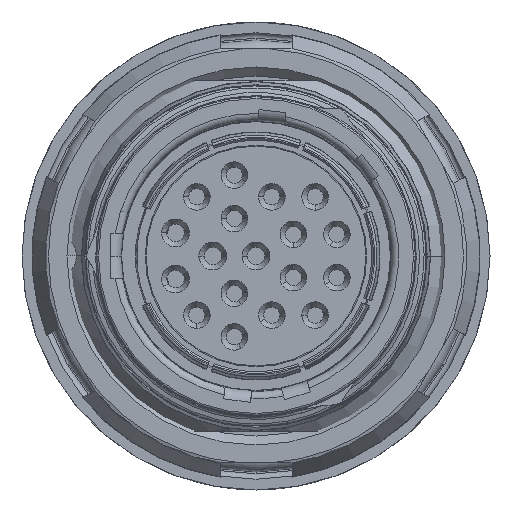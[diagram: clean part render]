
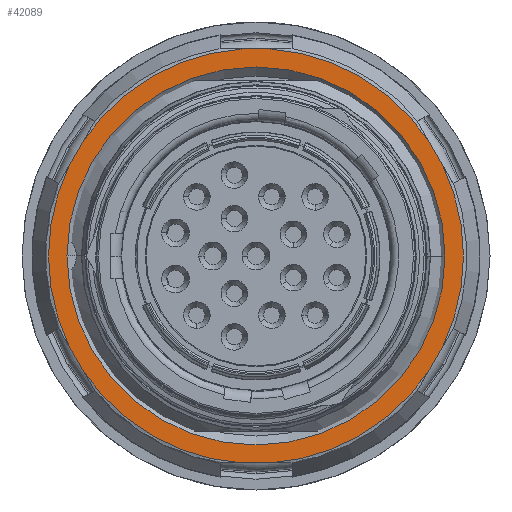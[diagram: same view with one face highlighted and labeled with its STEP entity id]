
A CAD part, left-side view. The second image highlights one B-rep face of the part: STEP entity #42089.
In plain terms, the highlighted face is planar.
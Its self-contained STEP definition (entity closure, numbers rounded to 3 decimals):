
#40610=CARTESIAN_POINT('',(0.,3.4,0.));
#40611=DIRECTION('',(0.,1.,0.));
#40612=DIRECTION('',(-0.83,0.,0.557));
#40613=AXIS2_PLACEMENT_3D('',#40610,#40611,#40612);
#40623=CARTESIAN_POINT('',(-0.777,3.4,11.5));
#40665=CARTESIAN_POINT('',(0.,3.4,0.));
#40666=DIRECTION('',(0.,1.,0.));
#40667=DIRECTION('',(-0.898,0.,-0.44));
#40668=AXIS2_PLACEMENT_3D('',#40665,#40666,#40667);
#40720=CARTESIAN_POINT('',(0.,3.4,0.));
#40721=DIRECTION('',(0.,1.,0.));
#40722=DIRECTION('',(-0.067,0.,-0.998));
#40723=AXIS2_PLACEMENT_3D('',#40720,#40721,#40722);
#40775=CARTESIAN_POINT('',(0.,3.4,0.));
#40776=DIRECTION('',(0.,1.,0.));
#40777=DIRECTION('',(0.83,0.,-0.557));
#40778=AXIS2_PLACEMENT_3D('',#40775,#40776,#40777);
#40847=CARTESIAN_POINT('',(0.,3.4,0.));
#40848=DIRECTION('',(0.,1.,0.));
#40849=DIRECTION('',(0.067,0.,0.998));
#40850=AXIS2_PLACEMENT_3D('',#40847,#40848,#40849);
#40885=CARTESIAN_POINT('',(0.,3.4,0.));
#40886=DIRECTION('',(0.,1.,0.));
#40887=DIRECTION('',(0.898,0.,0.44));
#40888=AXIS2_PLACEMENT_3D('',#40885,#40886,#40887);
#40920=DIRECTION('',(0.5,0.,-0.866));
#40921=VECTOR('',#40920,1.555);
#40922=CARTESIAN_POINT('',(9.571,3.4,6.423));
#40923=LINE('',#40922,#40921);
#40927=DIRECTION('',(1.,0.,0.));
#40928=VECTOR('',#40927,1.555);
#40929=CARTESIAN_POINT('',(-0.777,3.4,11.5));
#40930=LINE('',#40929,#40928);
#40934=DIRECTION('',(0.5,0.,0.866));
#40935=VECTOR('',#40934,1.555);
#40936=CARTESIAN_POINT('',(-10.348,3.4,5.077));
#40937=LINE('',#40936,#40935);
#40941=DIRECTION('',(-0.5,0.,0.866));
#40942=VECTOR('',#40941,1.555);
#40943=CARTESIAN_POINT('',(-9.571,3.4,-6.423));
#40944=LINE('',#40943,#40942);
#40948=DIRECTION('',(-1.,0.,0.));
#40949=VECTOR('',#40948,1.555);
#40950=CARTESIAN_POINT('',(0.777,3.4,-11.5));
#40951=LINE('',#40950,#40949);
#40955=DIRECTION('',(-0.5,0.,-0.866));
#40956=VECTOR('',#40955,1.555);
#40957=CARTESIAN_POINT('',(10.348,3.4,-5.077));
#40958=LINE('',#40957,#40956);
#40977=CARTESIAN_POINT('',(0.,3.4,0.));
#40978=DIRECTION('',(0.,-1.,0.));
#40979=DIRECTION('',(-1.,0.,0.));
#40980=AXIS2_PLACEMENT_3D('',#40977,#40978,#40979);
#41000=CARTESIAN_POINT('',(0.,3.4,0.));
#41001=DIRECTION('',(0.,1.,0.));
#41002=DIRECTION('',(-1.,0.,0.));
#41003=AXIS2_PLACEMENT_3D('',#41000,#41001,#41002);
#41259=CARTESIAN_POINT('',(-10.5,3.4,0.));
#41260=CARTESIAN_POINT('',(10.5,3.4,0.));
#41261=VERTEX_POINT('',#41259);
#41262=VERTEX_POINT('',#41260);
#41271=VERTEX_POINT('',#40623);
#41272=CARTESIAN_POINT('',(0.777,3.4,11.5));
#41273=VERTEX_POINT('',#41272);
#41294=CARTESIAN_POINT('',(-10.348,3.4,5.077));
#41295=CARTESIAN_POINT('',(-9.571,3.4,6.423));
#41296=VERTEX_POINT('',#41294);
#41297=VERTEX_POINT('',#41295);
#41320=CARTESIAN_POINT('',(-9.571,3.4,-6.423));
#41321=CARTESIAN_POINT('',(-10.348,3.4,-5.077));
#41322=VERTEX_POINT('',#41320);
#41323=VERTEX_POINT('',#41321);
#41346=CARTESIAN_POINT('',(0.777,3.4,-11.5));
#41347=CARTESIAN_POINT('',(-0.777,3.4,-11.5));
#41348=VERTEX_POINT('',#41346);
#41349=VERTEX_POINT('',#41347);
#41372=CARTESIAN_POINT('',(10.348,3.4,-5.077));
#41373=CARTESIAN_POINT('',(9.571,3.4,-6.423));
#41374=VERTEX_POINT('',#41372);
#41375=VERTEX_POINT('',#41373);
#41398=CARTESIAN_POINT('',(9.571,3.4,6.423));
#41399=CARTESIAN_POINT('',(10.348,3.4,5.077));
#41400=VERTEX_POINT('',#41398);
#41401=VERTEX_POINT('',#41399);
#42059=CARTESIAN_POINT('',(0.,3.4,0.));
#42060=DIRECTION('',(0.,-1.,0.));
#42061=DIRECTION('',(1.,0.,0.));
#42062=AXIS2_PLACEMENT_3D('',#42059,#42060,#42061);
#42063=PLANE('',#42062);
#42065=ORIENTED_EDGE('',*,*,#42064,.F.);
#42066=ORIENTED_EDGE('',*,*,#42033,.F.);
#42068=ORIENTED_EDGE('',*,*,#42067,.F.);
#42069=ORIENTED_EDGE('',*,*,#41957,.F.);
#42070=ORIENTED_EDGE('',*,*,#41662,.F.);
#42071=ORIENTED_EDGE('',*,*,#41976,.F.);
#42073=ORIENTED_EDGE('',*,*,#42072,.F.);
#42074=ORIENTED_EDGE('',*,*,#41993,.F.);
#42076=ORIENTED_EDGE('',*,*,#42075,.F.);
#42077=ORIENTED_EDGE('',*,*,#42012,.F.);
#42079=ORIENTED_EDGE('',*,*,#42078,.F.);
#42080=ORIENTED_EDGE('',*,*,#42049,.F.);
#42081=EDGE_LOOP('',(#42065,#42066,#42068,#42069,#42070,#42071,#42073,#42074,
#42076,#42077,#42079,#42080));
#42082=FACE_OUTER_BOUND('',#42081,.F.);
#42084=ORIENTED_EDGE('',*,*,#42083,.F.);
#42086=ORIENTED_EDGE('',*,*,#42085,.T.);
#42087=EDGE_LOOP('',(#42084,#42086));
#42088=FACE_BOUND('',#42087,.F.);
#40614=CIRCLE('',#40613,11.526);
#40669=CIRCLE('',#40668,11.526);
#40724=CIRCLE('',#40723,11.526);
#40779=CIRCLE('',#40778,11.526);
#40851=CIRCLE('',#40850,11.526);
#40889=CIRCLE('',#40888,11.526);
#40981=CIRCLE('',#40980,10.5);
#41004=CIRCLE('',#41003,10.5);
#41662=EDGE_CURVE('',#41296,#41297,#40937,.T.);
#41957=EDGE_CURVE('',#41297,#41271,#40614,.T.);
#41976=EDGE_CURVE('',#41323,#41296,#40669,.T.);
#41993=EDGE_CURVE('',#41349,#41322,#40724,.T.);
#42012=EDGE_CURVE('',#41375,#41348,#40779,.T.);
#42033=EDGE_CURVE('',#41273,#41400,#40851,.T.);
#42049=EDGE_CURVE('',#41401,#41374,#40889,.T.);
#42064=EDGE_CURVE('',#41400,#41401,#40923,.T.);
#42067=EDGE_CURVE('',#41271,#41273,#40930,.T.);
#42072=EDGE_CURVE('',#41322,#41323,#40944,.T.);
#42075=EDGE_CURVE('',#41348,#41349,#40951,.T.);
#42078=EDGE_CURVE('',#41374,#41375,#40958,.T.);
#42083=EDGE_CURVE('',#41261,#41262,#40981,.T.);
#42085=EDGE_CURVE('',#41261,#41262,#41004,.T.);
#42089=ADVANCED_FACE('',(#42082,#42088),#42063,.F.);
